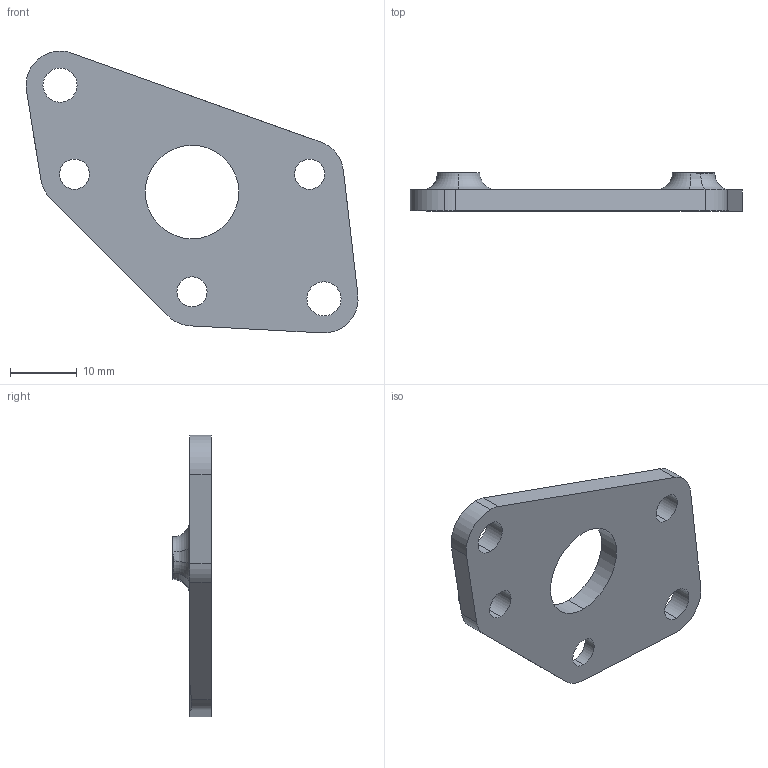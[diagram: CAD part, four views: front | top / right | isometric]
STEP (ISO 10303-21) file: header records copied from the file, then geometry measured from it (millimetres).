
FILE_DESCRIPTION (( 'STEP AP214' ), '1' );
FILE_NAME ('ip-5128 Through Bore to SDS Mk4i Adapter.STEP', '2024-03-06T13:47:12', ( '' ), ( '' ), 'SwSTEP 2.0', 'SolidWorks 2024', '' );
FILE_SCHEMA (( 'AUTOMOTIVE_DESIGN' ));
Length unit declared in the file: inch
Products named in the file (1): ip-5128 Through Bore to SDS Mk4i Adapter
Bounding box: 49.66 x 5.71 x 42.15 mm (x, y, z)
Volume: 3759.9 mm3; surface area: 3295 mm2
Topology: 1 solids, 1 shells, 42 faces, 108 edges, 68 vertices
Faces by surface type: cylinder 20, plane 10, torus 8, bspline 4
Entity records: 1424 total; most frequent: CARTESIAN_POINT 322, DIRECTION 243, ORIENTED_EDGE 216, EDGE_CURVE 108, AXIS2_PLACEMENT_3D 103, VERTEX_POINT 68, CIRCLE 64, EDGE_LOOP 54
